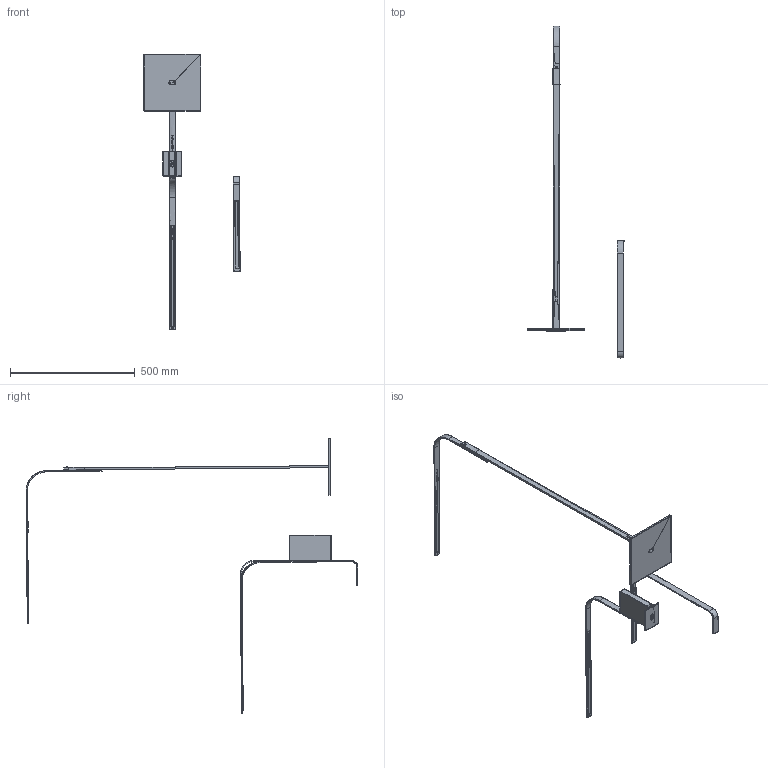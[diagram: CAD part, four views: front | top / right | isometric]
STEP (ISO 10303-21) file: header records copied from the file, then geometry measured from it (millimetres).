
FILE_DESCRIPTION (( 'STEP AP203' ), '1' );
FILE_NAME ('Lim Family.STEP', '2020-05-12T21:07:52', ( '' ), ( '' ), 'SwSTEP 2.0', 'SolidWorks 2019', '' );
FILE_SCHEMA (( 'CONFIG_CONTROL_DESIGN' ));
Length unit declared in the file: inch
Products named in the file (3): LIM C.step; Lim Family; lim.stp
Assembly tree (2 placements, depth 2):
  Lim Family
    lim.stp
    LIM C.step
Bounding box: 385.7 x 1328.45 x 1104.16 mm (x, y, z)
Volume: 120707.1 mm3; surface area: 492918.2 mm2
Topology: 3 solids, 23 shells, 368 faces, 1022 edges, 638 vertices
Faces by surface type: plane 154, bspline 148, cylinder 38, torus 28
Entity records: 18913 total; most frequent: CARTESIAN_POINT 11820, ORIENTED_EDGE 1722, EDGE_CURVE 989, DIRECTION 770, VERTEX_POINT 638, B_SPLINE_CURVE_WITH_KNOTS 627, EDGE_LOOP 403, ADVANCED_FACE 366
